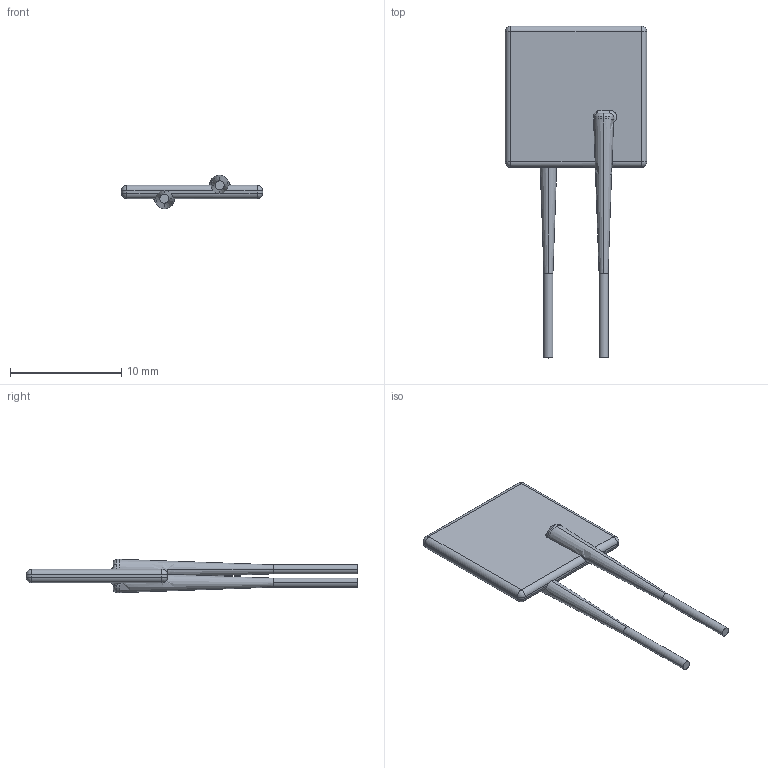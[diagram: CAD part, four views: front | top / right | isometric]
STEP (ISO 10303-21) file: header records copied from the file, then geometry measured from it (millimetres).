
FILE_DESCRIPTION(('STEP AP214'),'1');
FILE_NAME('mf-rht650-0.stp','2020-09-18T14:18:14',('TraceParts'),('TraceParts S.A.'),'Spatial InterOp 3D',' ',' ');
FILE_SCHEMA(('AUTOMOTIVE_DESIGN { 1 0 10303 214 1 1 1 1 }'));
Length unit declared in the file: millimetre
Products named in the file (1): mf-rht650-0
Bounding box: 12.7 x 29.8 x 3 mm (x, y, z)
Volume: 226.8 mm3; surface area: 478.5 mm2
Topology: 1 solids, 1 shells, 58 faces, 137 edges, 77 vertices
Faces by surface type: cylinder 24, plane 12, sphere 8, cone 6, torus 4, bspline 4
Entity records: 2067 total; most frequent: CARTESIAN_POINT 765, DIRECTION 280, ORIENTED_EDGE 266, EDGE_CURVE 133, AXIS2_PLACEMENT_3D 114, VERTEX_POINT 77, CIRCLE 59, ADVANCED_FACE 58
